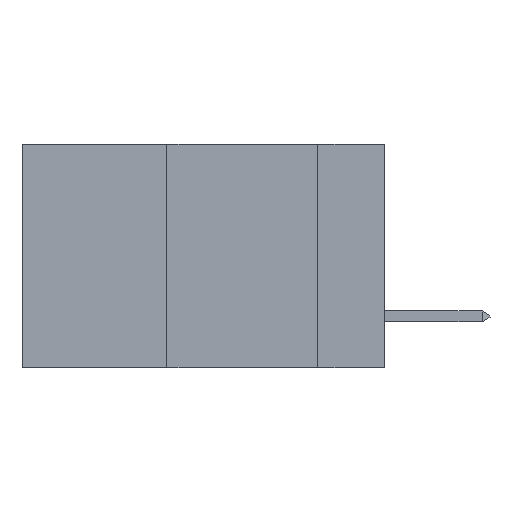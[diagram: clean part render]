
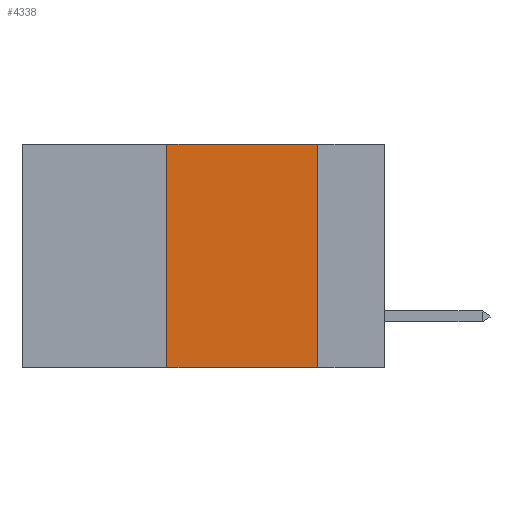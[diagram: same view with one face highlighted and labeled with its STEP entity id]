
A CAD part, left-side view. The second image highlights one B-rep face of the part: STEP entity #4338.
In plain terms, the highlighted planar face has unit normal (-1, 0, 0).
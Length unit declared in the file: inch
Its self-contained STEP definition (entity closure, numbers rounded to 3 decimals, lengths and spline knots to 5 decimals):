
#1038 = VECTOR ( 'NONE', #15768, 39.37008 ) ;
#2319 = EDGE_CURVE ( 'NONE', #6187, #17310, #19636, .T. ) ;
#4193 = PLANE ( 'NONE',  #9671 ) ;
#4338 = ADVANCED_FACE ( 'NONE', ( #13878 ), #4193, .F. ) ;
#5509 = CARTESIAN_POINT ( 'NONE',  ( 0., 0.6, 0. ) ) ;
#6187 = VERTEX_POINT ( 'NONE', #20449 ) ;
#6474 = VERTEX_POINT ( 'NONE', #11669 ) ;
#6927 = ORIENTED_EDGE ( 'NONE', *, *, #9497, .F. ) ;
#6944 = ORIENTED_EDGE ( 'NONE', *, *, #14346, .F. ) ;
#7288 = DIRECTION ( 'NONE',  ( 0., -1., 0. ) ) ;
#7360 = VECTOR ( 'NONE', #7288, 39.37008 ) ;
#7702 = DIRECTION ( 'NONE',  ( 0., 0., 1. ) ) ;
#7714 = ORIENTED_EDGE ( 'NONE', *, *, #18196, .T. ) ;
#7964 = CARTESIAN_POINT ( 'NONE',  ( 0., 0.36, 0. ) ) ;
#7966 = ORIENTED_EDGE ( 'NONE', *, *, #2319, .F. ) ;
#9497 = EDGE_CURVE ( 'NONE', #6474, #20640, #9518, .T. ) ;
#9518 = LINE ( 'NONE', #20547, #1038 ) ;
#9671 = AXIS2_PLACEMENT_3D ( 'NONE', #15814, #16363, #16406 ) ;
#11114 = VECTOR ( 'NONE', #7702, 39.37008 ) ;
#11658 = EDGE_LOOP ( 'NONE', ( #6927, #6944, #7966, #7714 ) ) ;
#11669 = CARTESIAN_POINT ( 'NONE',  ( 0., 0.11, 0. ) ) ;
#11847 = LINE ( 'NONE', #5509, #7360 ) ;
#13878 = FACE_OUTER_BOUND ( 'NONE', #11658, .T. ) ;
#13978 = DIRECTION ( 'NONE',  ( 0., -1., 0. ) ) ;
#14346 = EDGE_CURVE ( 'NONE', #17310, #6474, #11847, .T. ) ;
#15567 = CARTESIAN_POINT ( 'NONE',  ( 0., 0.6, -0.37 ) ) ;
#15768 = DIRECTION ( 'NONE',  ( 0., 0., -1. ) ) ;
#15814 = CARTESIAN_POINT ( 'NONE',  ( 0., 0.6, 0. ) ) ;
#16210 = CARTESIAN_POINT ( 'NONE',  ( 0., 0.11, -0.37 ) ) ;
#16363 = DIRECTION ( 'NONE',  ( 1., 0., 0. ) ) ;
#16406 = DIRECTION ( 'NONE',  ( 0., 0., -1. ) ) ;
#17310 = VERTEX_POINT ( 'NONE', #19418 ) ;
#17441 = LINE ( 'NONE', #15567, #21099 ) ;
#18196 = EDGE_CURVE ( 'NONE', #6187, #20640, #17441, .T. ) ;
#19418 = CARTESIAN_POINT ( 'NONE',  ( 0., 0.36, 0. ) ) ;
#19636 = LINE ( 'NONE', #7964, #11114 ) ;
#20449 = CARTESIAN_POINT ( 'NONE',  ( 0., 0.36, -0.37 ) ) ;
#20547 = CARTESIAN_POINT ( 'NONE',  ( 0., 0.11, 0. ) ) ;
#20640 = VERTEX_POINT ( 'NONE', #16210 ) ;
#21099 = VECTOR ( 'NONE', #13978, 39.37008 ) ;
